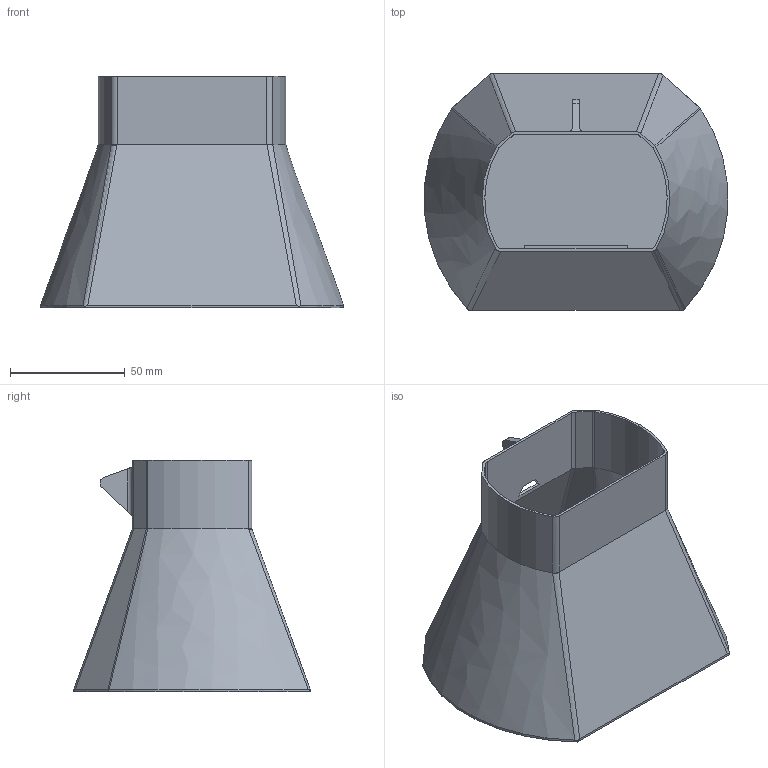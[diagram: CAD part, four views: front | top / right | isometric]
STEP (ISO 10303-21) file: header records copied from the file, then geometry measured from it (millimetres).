
FILE_DESCRIPTION(('FreeCAD Model'),'2;1');
FILE_NAME('Open CASCADE Shape Model','2025-06-06T13:05:09',(''),(''), 'Open CASCADE STEP processor 7.8','FreeCAD','Unknown');
FILE_SCHEMA(('AUTOMOTIVE_DESIGN { 1 0 10303 214 1 1 1 1 }'));
Length unit declared in the file: millimetre
Products named in the file (1): variant-big
Bounding box: 132.23 x 103.16 x 101 mm (x, y, z)
Volume: 45185.4 mm3; surface area: 85996.1 mm2
Topology: 1 solids, 1 shells, 101 faces, 260 edges, 164 vertices
Faces by surface type: bspline 56, plane 24, cylinder 21
Entity records: 13646 total; most frequent: CARTESIAN_POINT 9294, DIRECTION 556, ORIENTED_EDGE 504, PCURVE 504, DEFINITIONAL_REPRESENTATION 504, LINE 390, VECTOR 390, B_SPLINE_CURVE_WITH_KNOTS 292
